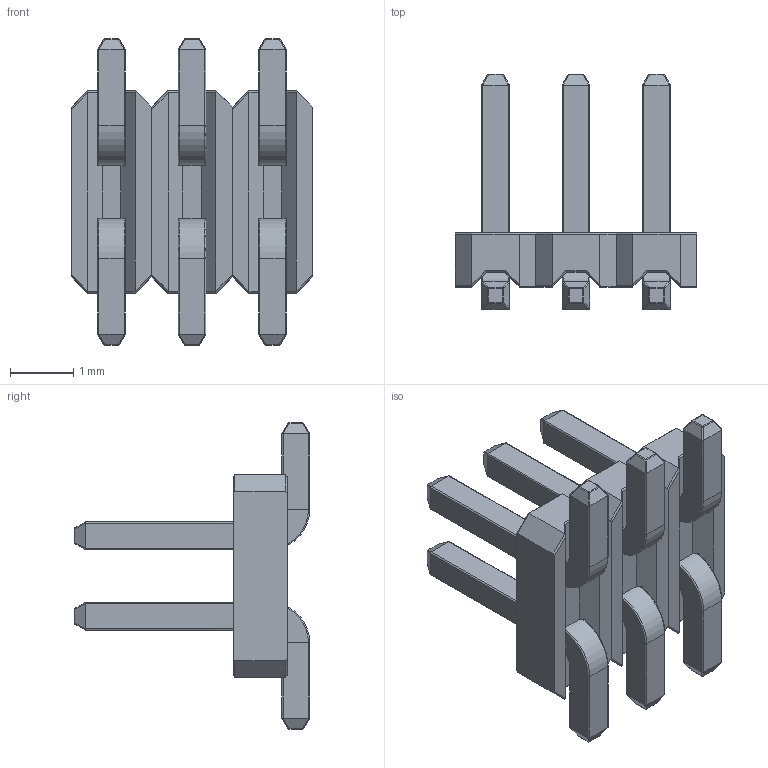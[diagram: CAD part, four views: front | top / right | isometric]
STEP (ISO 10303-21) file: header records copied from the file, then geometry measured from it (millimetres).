
FILE_DESCRIPTION (( 'STEP AP214' ), '1' );
FILE_NAME ('header-1.27-2x3.STEP', '2021-07-12T04:34:42', ( '' ), ( '' ), 'SwSTEP 2.0', 'SolidWorks 2021', '' );
FILE_SCHEMA (( 'AUTOMOTIVE_DESIGN' ));
Length unit declared in the file: millimetre
Products named in the file (3): header-1.27-body_默认; header-1.27-pin_默认; header-1.27-2x3
Assembly tree (9 placements, depth 2):
  header-1.27-2x3
    header-1.27-body_默认  x3
    header-1.27-pin_默认  x6
Bounding box: 3.81 x 3.71 x 4.83 mm (x, y, z)
Volume: 13.9 mm3; surface area: 103.1 mm2
Topology: 9 solids, 9 shells, 489 faces, 1143 edges, 666 vertices
Faces by surface type: plane 261, cylinder 156, sphere 48, torus 24
Entity records: 3133 total; most frequent: CARTESIAN_POINT 592, ORIENTED_EDGE 506, DIRECTION 503, EDGE_CURVE 253, LINE 189, VECTOR 189, AXIS2_PLACEMENT_3D 157, VERTEX_POINT 150
